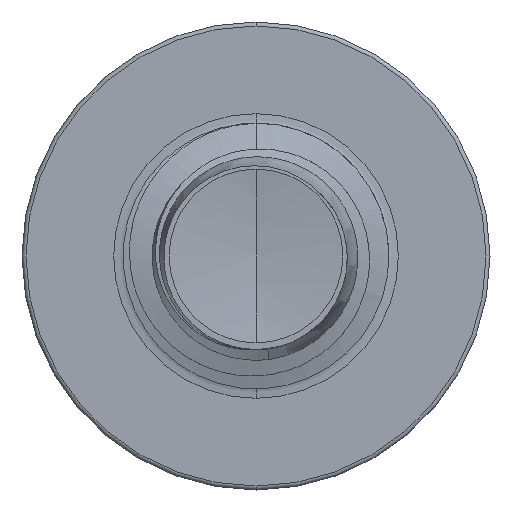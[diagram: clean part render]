
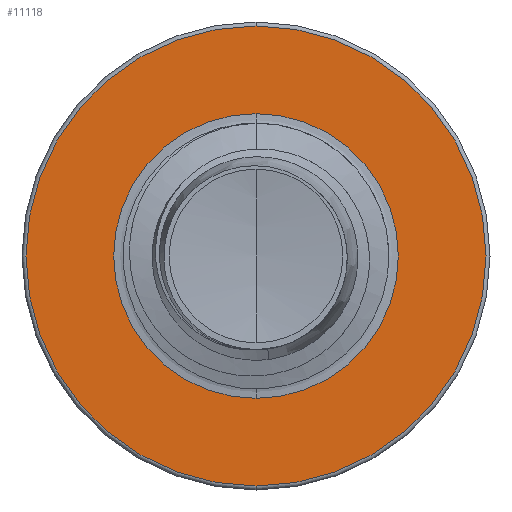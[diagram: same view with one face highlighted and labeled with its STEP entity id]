
A CAD part, front view. The second image highlights one B-rep face of the part: STEP entity #11118.
In plain terms, the highlighted planar face has unit normal (0, -1, 0).
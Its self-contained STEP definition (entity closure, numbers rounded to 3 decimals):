
#212 = AXIS2_PLACEMENT_3D ( 'NONE', #7846, #2075, #8616 ) ;
#356 = CIRCLE ( 'NONE', #5281, 2.677 ) ;
#443 = DIRECTION ( 'NONE',  ( 0., 1., 0. ) ) ;
#858 = VERTEX_POINT ( 'NONE', #4799 ) ;
#908 = ORIENTED_EDGE ( 'NONE', *, *, #9030, .F. ) ;
#1274 = AXIS2_PLACEMENT_3D ( 'NONE', #8030, #8823, #3363 ) ;
#2075 = DIRECTION ( 'NONE',  ( 0., 1., 0. ) ) ;
#2737 = AXIS2_PLACEMENT_3D ( 'NONE', #11039, #6103, #11917 ) ;
#2927 = CIRCLE ( 'NONE', #212, 4.325 ) ;
#3239 = VERTEX_POINT ( 'NONE', #11806 ) ;
#3363 = DIRECTION ( 'NONE',  ( 0., 0., 1. ) ) ;
#3669 = ORIENTED_EDGE ( 'NONE', *, *, #10474, .F. ) ;
#4212 = CIRCLE ( 'NONE', #5691, 4.325 ) ;
#4799 = CARTESIAN_POINT ( 'NONE',  ( 0., 4., 4.325 ) ) ;
#5281 = AXIS2_PLACEMENT_3D ( 'NONE', #5290, #11213, #6264 ) ;
#5290 = CARTESIAN_POINT ( 'NONE',  ( 0., 4., 0. ) ) ;
#5625 = CIRCLE ( 'NONE', #2737, 2.677 ) ;
#5691 = AXIS2_PLACEMENT_3D ( 'NONE', #6659, #443, #7516 ) ;
#5888 = EDGE_LOOP ( 'NONE', ( #908, #3669 ) ) ;
#6097 = EDGE_LOOP ( 'NONE', ( #7491, #10479 ) ) ;
#6103 = DIRECTION ( 'NONE',  ( 0., 1., 0. ) ) ;
#6264 = DIRECTION ( 'NONE',  ( 0., 0., 1. ) ) ;
#6356 = FACE_OUTER_BOUND ( 'NONE', #5888, .T. ) ;
#6632 = FACE_BOUND ( 'NONE', #6097, .T. ) ;
#6659 = CARTESIAN_POINT ( 'NONE',  ( 0., 4., 0. ) ) ;
#7216 = PLANE ( 'NONE',  #1274 ) ;
#7491 = ORIENTED_EDGE ( 'NONE', *, *, #10460, .T. ) ;
#7516 = DIRECTION ( 'NONE',  ( 0., 0., 1. ) ) ;
#7846 = CARTESIAN_POINT ( 'NONE',  ( 0., 4., 0. ) ) ;
#8030 = CARTESIAN_POINT ( 'NONE',  ( 0., 4., -2.677 ) ) ;
#8616 = DIRECTION ( 'NONE',  ( 0., 0., 1. ) ) ;
#8823 = DIRECTION ( 'NONE',  ( 0., 1., 0. ) ) ;
#9030 = EDGE_CURVE ( 'NONE', #858, #3239, #4212, .T. ) ;
#9402 = EDGE_CURVE ( 'NONE', #11602, #9578, #356, .T. ) ;
#9419 = CARTESIAN_POINT ( 'NONE',  ( 0., 4., 2.677 ) ) ;
#9578 = VERTEX_POINT ( 'NONE', #9419 ) ;
#10135 = CARTESIAN_POINT ( 'NONE',  ( 0., 4., -2.677 ) ) ;
#10460 = EDGE_CURVE ( 'NONE', #9578, #11602, #5625, .T. ) ;
#10474 = EDGE_CURVE ( 'NONE', #3239, #858, #2927, .T. ) ;
#10479 = ORIENTED_EDGE ( 'NONE', *, *, #9402, .T. ) ;
#11039 = CARTESIAN_POINT ( 'NONE',  ( 0., 4., 0. ) ) ;
#11118 = ADVANCED_FACE ( 'NONE', ( #6356, #6632 ), #7216, .F. ) ;
#11213 = DIRECTION ( 'NONE',  ( 0., 1., 0. ) ) ;
#11602 = VERTEX_POINT ( 'NONE', #10135 ) ;
#11806 = CARTESIAN_POINT ( 'NONE',  ( 0., 4., -4.325 ) ) ;
#11917 = DIRECTION ( 'NONE',  ( 0., 0., 1. ) ) ;
